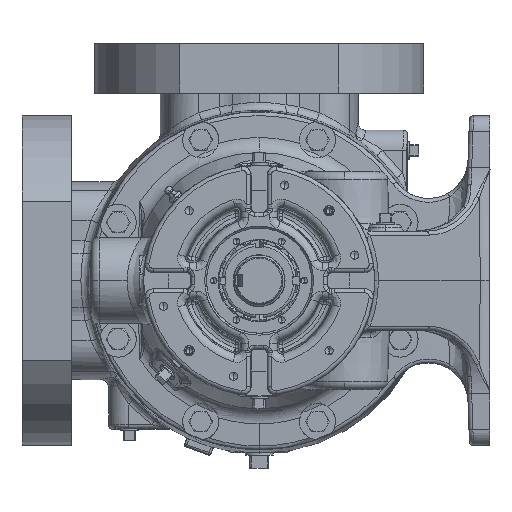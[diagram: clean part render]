
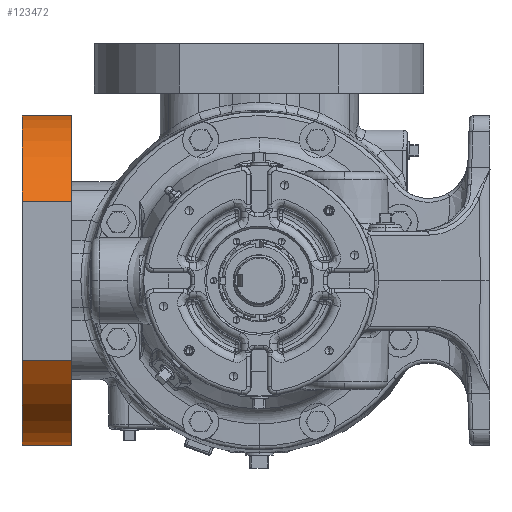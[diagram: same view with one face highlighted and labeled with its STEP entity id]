
A CAD part, left-side view. The second image highlights one B-rep face of the part: STEP entity #123472.
In plain terms, the highlighted cylindrical face has radius 127 mm (diameter 254 mm), a partial arc.
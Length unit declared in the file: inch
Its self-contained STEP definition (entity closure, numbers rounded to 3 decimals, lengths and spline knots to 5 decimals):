
#9073 = DIRECTION ( 'NONE',  ( -1., 0., 0. ) ) ;
#11155 = EDGE_CURVE ( 'NONE', #46901, #52408, #83270, .T. ) ;
#13922 = VERTEX_POINT ( 'NONE', #157488 ) ;
#26100 = VECTOR ( 'NONE', #252640, 39.37008 ) ;
#27979 = ORIENTED_EDGE ( 'NONE', *, *, #63705, .T. ) ;
#29910 = DIRECTION ( 'NONE',  ( 0., -1., 0. ) ) ;
#46901 = VERTEX_POINT ( 'NONE', #171863 ) ;
#52408 = VERTEX_POINT ( 'NONE', #75046 ) ;
#58762 = DIRECTION ( 'NONE',  ( 0., -1., 0. ) ) ;
#61367 = AXIS2_PLACEMENT_3D ( 'NONE', #205903, #58762, #179574 ) ;
#63705 = EDGE_CURVE ( 'NONE', #265291, #13922, #114008, .T. ) ;
#70997 = EDGE_LOOP ( 'NONE', ( #238660, #243265, #27979, #219288 ) ) ;
#75046 = CARTESIAN_POINT ( 'NONE',  ( -1.035, 5.6875, -2.41156 ) ) ;
#83270 = LINE ( 'NONE', #188843, #26100 ) ;
#87987 = CIRCLE ( 'NONE', #243163, 5. ) ;
#114008 = LINE ( 'NONE', #159762, #138674 ) ;
#123472 = ADVANCED_FACE ( 'NONE', ( #160155 ), #203194, .T. ) ;
#126796 = CIRCLE ( 'NONE', #206691, 5. ) ;
#136758 = CARTESIAN_POINT ( 'NONE',  ( 3.345, 7.1875, 0. ) ) ;
#138674 = VECTOR ( 'NONE', #158404, 39.37008 ) ;
#142032 = CARTESIAN_POINT ( 'NONE',  ( 3.345, 5.6875, 0. ) ) ;
#157488 = CARTESIAN_POINT ( 'NONE',  ( -1.035, 5.6875, 2.41156 ) ) ;
#158404 = DIRECTION ( 'NONE',  ( 0., -1., 0. ) ) ;
#159762 = CARTESIAN_POINT ( 'NONE',  ( -1.035, 7.1875, 2.41156 ) ) ;
#160155 = FACE_OUTER_BOUND ( 'NONE', #70997, .T. ) ;
#171863 = CARTESIAN_POINT ( 'NONE',  ( -1.035, 7.1875, -2.41156 ) ) ;
#179574 = DIRECTION ( 'NONE',  ( -1., 0., 0. ) ) ;
#188843 = CARTESIAN_POINT ( 'NONE',  ( -1.035, 7.1875, -2.41156 ) ) ;
#195605 = EDGE_CURVE ( 'NONE', #52408, #13922, #87987, .T. ) ;
#203194 = CYLINDRICAL_SURFACE ( 'NONE', #61367, 5. ) ;
#204100 = EDGE_CURVE ( 'NONE', #46901, #265291, #126796, .T. ) ;
#204527 = DIRECTION ( 'NONE',  ( 0., -1., 0. ) ) ;
#205903 = CARTESIAN_POINT ( 'NONE',  ( 3.345, 4.99105, 0. ) ) ;
#206691 = AXIS2_PLACEMENT_3D ( 'NONE', #136758, #29910, #9073 ) ;
#207213 = DIRECTION ( 'NONE',  ( -1., 0., 0. ) ) ;
#219288 = ORIENTED_EDGE ( 'NONE', *, *, #195605, .F. ) ;
#224977 = CARTESIAN_POINT ( 'NONE',  ( -1.035, 7.1875, 2.41156 ) ) ;
#238660 = ORIENTED_EDGE ( 'NONE', *, *, #11155, .F. ) ;
#243163 = AXIS2_PLACEMENT_3D ( 'NONE', #142032, #204527, #207213 ) ;
#243265 = ORIENTED_EDGE ( 'NONE', *, *, #204100, .T. ) ;
#252640 = DIRECTION ( 'NONE',  ( 0., -1., 0. ) ) ;
#265291 = VERTEX_POINT ( 'NONE', #224977 ) ;
